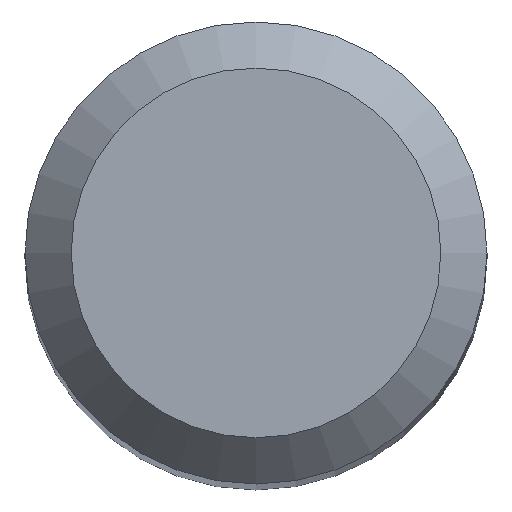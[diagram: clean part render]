
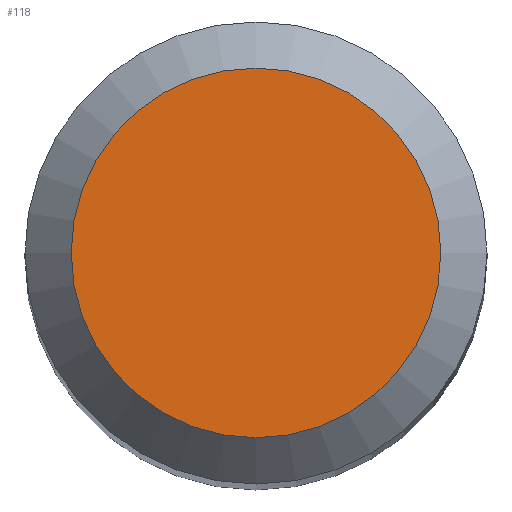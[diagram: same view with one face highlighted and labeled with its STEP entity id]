
A CAD part, top view. The second image highlights one B-rep face of the part: STEP entity #118.
In plain terms, the highlighted planar face has unit normal (0, 0, 1).
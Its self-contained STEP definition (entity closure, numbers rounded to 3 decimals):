
#1 = CARTESIAN_POINT ( 'NONE',  ( 0., 1.2, 38. ) ) ;
#17 = CARTESIAN_POINT ( 'NONE',  ( 0., 0., 38. ) ) ;
#49 = VERTEX_POINT ( 'NONE', #1 ) ;
#63 = PLANE ( 'NONE',  #141 ) ;
#80 = CIRCLE ( 'NONE', #256, 1.2 ) ;
#112 = CARTESIAN_POINT ( 'NONE',  ( 0., 0., 38. ) ) ;
#116 = DIRECTION ( 'NONE',  ( 0., 0., -1. ) ) ;
#117 = EDGE_CURVE ( 'NONE', #49, #49, #80, .T. ) ;
#118 = ADVANCED_FACE ( 'NONE', ( #153 ), #63, .F. ) ;
#141 = AXIS2_PLACEMENT_3D ( 'NONE', #17, #116, #184 ) ;
#153 = FACE_OUTER_BOUND ( 'NONE', #249, .T. ) ;
#173 = DIRECTION ( 'NONE',  ( 0., 1., 0. ) ) ;
#184 = DIRECTION ( 'NONE',  ( 0., 1., 0. ) ) ;
#198 = DIRECTION ( 'NONE',  ( 0., 0., -1. ) ) ;
#249 = EDGE_LOOP ( 'NONE', ( #271 ) ) ;
#256 = AXIS2_PLACEMENT_3D ( 'NONE', #112, #198, #173 ) ;
#271 = ORIENTED_EDGE ( 'NONE', *, *, #117, .F. ) ;
